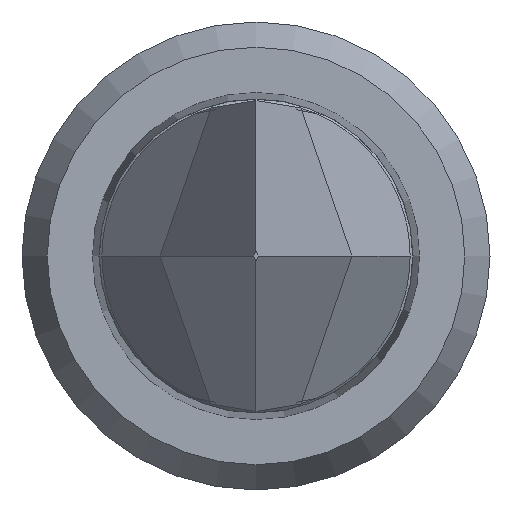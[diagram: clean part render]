
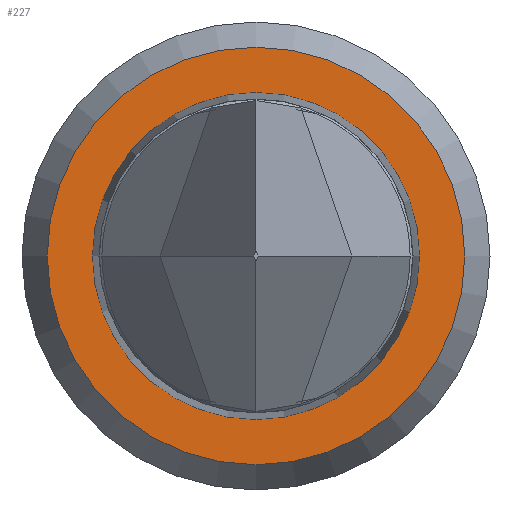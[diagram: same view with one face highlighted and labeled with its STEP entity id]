
A CAD part, left-side view. The second image highlights one B-rep face of the part: STEP entity #227.
In plain terms, the highlighted planar face has unit normal (-1, 0, 0).
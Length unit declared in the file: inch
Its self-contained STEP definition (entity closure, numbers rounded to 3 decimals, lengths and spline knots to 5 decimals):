
#4 = EDGE_CURVE ( 'NONE', #157, #157, #121, .T. ) ;
#14 = DIRECTION ( 'NONE',  ( 0., 1., 0. ) ) ;
#105 = EDGE_LOOP ( 'NONE', ( #338 ) ) ;
#121 = CIRCLE ( 'NONE', #731, 0.01879 ) ;
#133 = DIRECTION ( 'NONE',  ( 1., 0., 0. ) ) ;
#152 = EDGE_CURVE ( 'NONE', #474, #474, #255, .T. ) ;
#157 = VERTEX_POINT ( 'NONE', #765 ) ;
#209 = DIRECTION ( 'NONE',  ( 1., 0., 0. ) ) ;
#210 = AXIS2_PLACEMENT_3D ( 'NONE', #524, #269, #647 ) ;
#227 = ADVANCED_FACE ( 'NONE', ( #596, #712 ), #770, .T. ) ;
#247 = CARTESIAN_POINT ( 'NONE',  ( -0.0565, 0., 0. ) ) ;
#255 = CIRCLE ( 'NONE', #530, 0.024 ) ;
#269 = DIRECTION ( 'NONE',  ( -1., 0., 0. ) ) ;
#318 = CARTESIAN_POINT ( 'NONE',  ( -0.0565, 0.024, 0. ) ) ;
#338 = ORIENTED_EDGE ( 'NONE', *, *, #152, .F. ) ;
#437 = EDGE_LOOP ( 'NONE', ( #513 ) ) ;
#474 = VERTEX_POINT ( 'NONE', #318 ) ;
#513 = ORIENTED_EDGE ( 'NONE', *, *, #4, .T. ) ;
#520 = DIRECTION ( 'NONE',  ( 0., -1., 0. ) ) ;
#524 = CARTESIAN_POINT ( 'NONE',  ( -0.0565, 0.024, 0. ) ) ;
#530 = AXIS2_PLACEMENT_3D ( 'NONE', #707, #209, #14 ) ;
#596 = FACE_BOUND ( 'NONE', #437, .T. ) ;
#647 = DIRECTION ( 'NONE',  ( 0., -1., 0. ) ) ;
#707 = CARTESIAN_POINT ( 'NONE',  ( -0.0565, 0., 0. ) ) ;
#712 = FACE_OUTER_BOUND ( 'NONE', #105, .T. ) ;
#731 = AXIS2_PLACEMENT_3D ( 'NONE', #247, #133, #520 ) ;
#765 = CARTESIAN_POINT ( 'NONE',  ( -0.0565, -0.01879, 0. ) ) ;
#770 = PLANE ( 'NONE',  #210 ) ;
